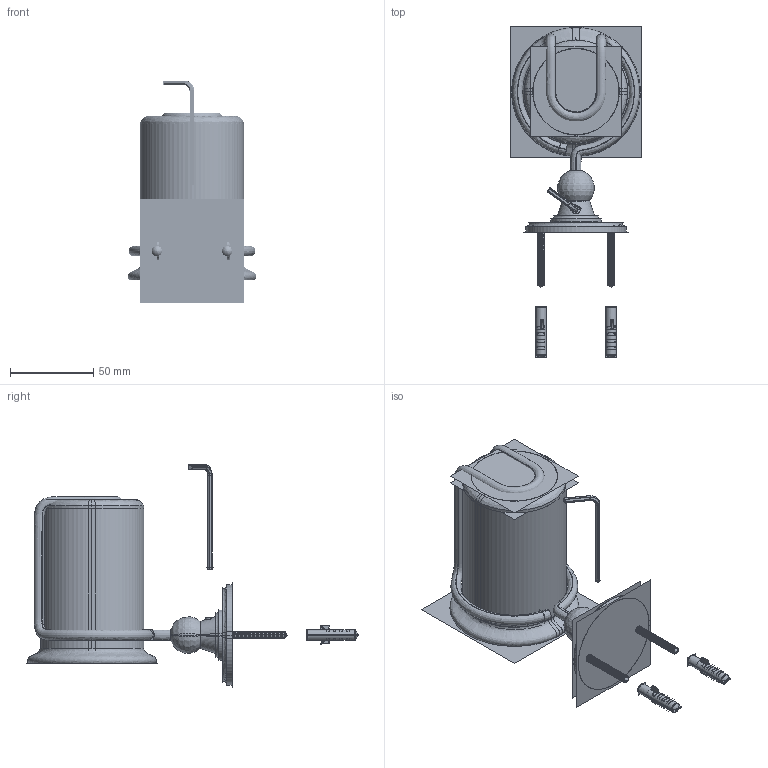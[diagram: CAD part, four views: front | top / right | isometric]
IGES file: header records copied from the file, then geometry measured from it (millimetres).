
Start section:  PTC IGES file: 2004111.igs
Global section: file name: 2004111.igs; native system: Pro/ENGINEER by Parametric Technology Corporation; preprocessor: 2008230; author: Administrator; organization: Unknown; date: 20140606.101632; units: millimetre
Bounding box: 79.05 x 198.92 x 133.14 mm (x, y, z)
Volume: 145040.8 mm3; surface area: 331605.5 mm2
Topology: 10 solids, 11 shells, 1256 faces, 6470 edges, 8203 vertices
Faces by surface type: revolution 740, bspline 516
